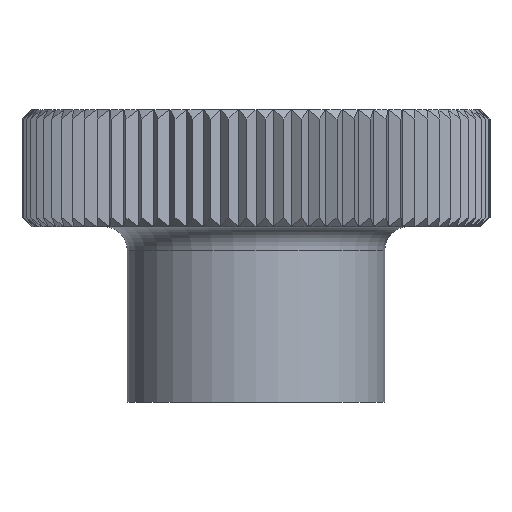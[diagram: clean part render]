
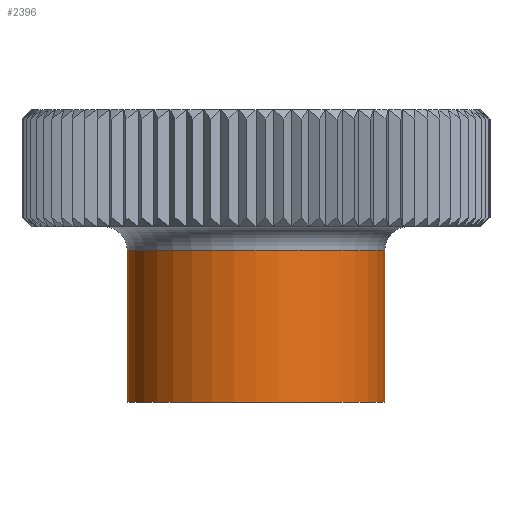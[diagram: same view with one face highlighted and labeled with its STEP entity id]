
A CAD part, front view. The second image highlights one B-rep face of the part: STEP entity #2396.
In plain terms, the highlighted cylindrical face has radius 11 mm (diameter 22 mm), a partial arc.
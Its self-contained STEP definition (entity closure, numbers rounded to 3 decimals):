
#2190=VERTEX_POINT('',#5922);
#2396=ADVANCED_FACE('',(#6151),#6152,.T.);
#3190=VERTEX_POINT('',#7030);
#3620=EDGE_CURVE('',#2190,#3190,#7507,.T.);
#3828=EDGE_CURVE('',#4896,#2190,#7741,.T.);
#4590=EDGE_CURVE('',#5172,#3190,#8591,.T.);
#4896=VERTEX_POINT('',#8936);
#5172=VERTEX_POINT('',#9248);
#5376=EDGE_CURVE('',#5172,#4896,#9477,.T.);
#5922=CARTESIAN_POINT('',(-11.0,0.,0.0));
#6151=FACE_OUTER_BOUND('',#10793,.T.);
#6152=CYLINDRICAL_SURFACE('',#10794,11.0);
#7030=CARTESIAN_POINT('',(-11.,0.,13.0));
#7507=LINE('',#13481,#13482);
#7741=CIRCLE('',#14035,11.0);
#8591=CIRCLE('',#15656,11.0);
#8936=CARTESIAN_POINT('',(11.0,0.,0.0));
#9248=CARTESIAN_POINT('',(11.0,0.,13.0));
#9477=LINE('',#17421,#17422);
#10793=EDGE_LOOP('',(#18506,#18507,#18508,#18509));
#10794=AXIS2_PLACEMENT_3D('',#18510,#18511,#18512);
#13481=CARTESIAN_POINT('',(-11.0,0.,6.5));
#13482=VECTOR('',#19928,1.0);
#14035=AXIS2_PLACEMENT_3D('',#20196,#20197,#20198);
#15656=AXIS2_PLACEMENT_3D('',#21344,#21345,#21346);
#17421=CARTESIAN_POINT('',(11.0,0.,6.5));
#17422=VECTOR('',#22411,1.0);
#18506=ORIENTED_EDGE('',*,*,#5376,.F.);
#18507=ORIENTED_EDGE('',*,*,#4590,.T.);
#18508=ORIENTED_EDGE('',*,*,#3620,.F.);
#18509=ORIENTED_EDGE('',*,*,#3828,.F.);
#18510=CARTESIAN_POINT('',(0.,0.,6.5));
#18511=DIRECTION('',(-0.0,-0.0,1.0));
#18512=DIRECTION('',(1.0,0.,0.0));
#19928=DIRECTION('',(-0.0,-0.0,1.0));
#20196=CARTESIAN_POINT('',(0.,0.,0.0));
#20197=DIRECTION('',(0.0,0.0,-1.0));
#20198=DIRECTION('',(1.0,0.,0.0));
#21344=CARTESIAN_POINT('',(0.,0.,13.0));
#21345=DIRECTION('',(0.0,0.0,-1.0));
#21346=DIRECTION('',(1.0,0.,0.0));
#22411=DIRECTION('',(0.0,0.0,-1.0));
